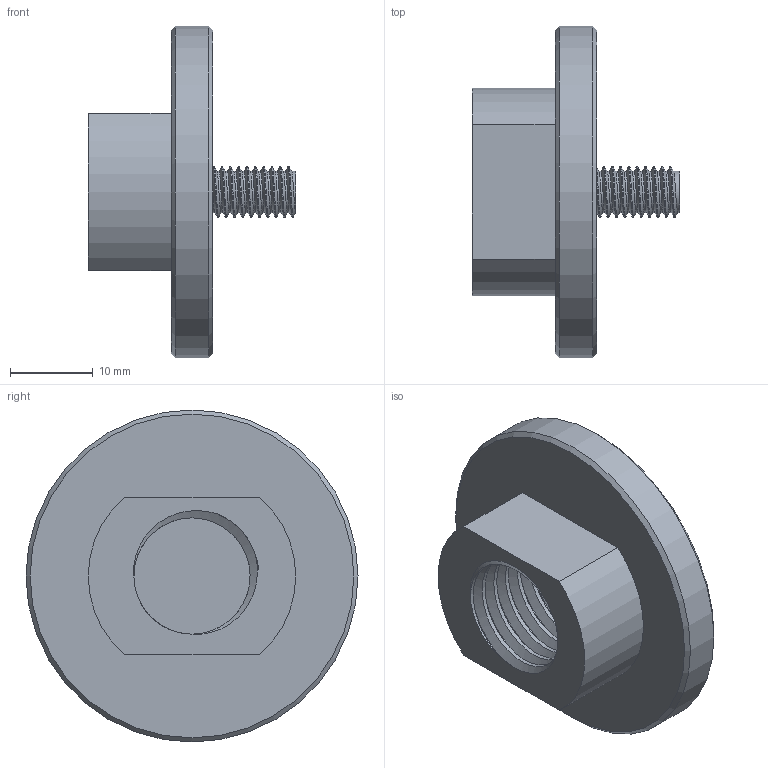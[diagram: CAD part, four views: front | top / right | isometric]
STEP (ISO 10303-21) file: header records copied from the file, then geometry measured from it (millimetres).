
FILE_DESCRIPTION((''),'2;1');
FILE_NAME('Frunk NUT.stp','2022-12-15T15:28:26',(''),(''),'STEP Write','Mastercam X9 ... CNC Software, Inc.','');
FILE_SCHEMA(('AUTOMOTIVE_DESIGN'));
Length unit declared in the file: millimetre
Products named in the file (1): None
Bounding box: 25 x 40 x 40 mm (x, y, z)
Volume: 8736.4 mm3; surface area: 4995.3 mm2
Topology: 1 solids, 1 shells, 23 faces, 109 edges, 91 vertices
Faces by surface type: plane 9, cylinder 8, bspline 4, cone 2
Full cylindrical faces by diameter (mm): 40 x1
Entity records: 3423 total; most frequent: CARTESIAN_POINT 2737, ORIENTED_EDGE 206, EDGE_CURVE 103, VERTEX_POINT 88, DIRECTION 80, AXIS2_PLACEMENT_3D 32, EDGE_LOOP 29, ADVANCED_FACE 23
